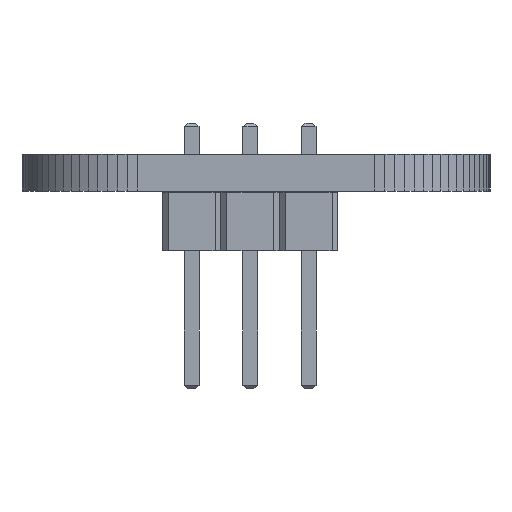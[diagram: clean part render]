
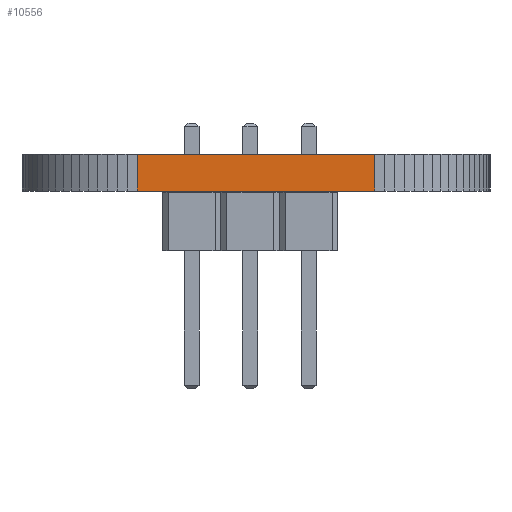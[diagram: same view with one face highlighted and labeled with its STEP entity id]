
A CAD part, left-side view. The second image highlights one B-rep face of the part: STEP entity #10556.
In plain terms, the highlighted planar face has unit normal (-1, 0, 0).
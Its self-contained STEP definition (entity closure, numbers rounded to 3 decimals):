
#4942 = PLANE('',#4943);
#4943 = AXIS2_PLACEMENT_3D('',#4944,#4945,#4946);
#4944 = CARTESIAN_POINT('',(0.,0.,1.6)
  );
#4945 = DIRECTION('',(-0.,-0.,-1.));
#4946 = DIRECTION('',(-1.,0.,0.));
#4996 = PLANE('',#4997);
#4997 = AXIS2_PLACEMENT_3D('',#4998,#4999,#5000);
#4998 = CARTESIAN_POINT('',(0.,0.,0.)
  );
#4999 = DIRECTION('',(-0.,-0.,-1.));
#5000 = DIRECTION('',(-1.,0.,0.));
#6617 = VERTEX_POINT('',#6618);
#6618 = CARTESIAN_POINT('',(-15.875,-5.16,0.));
#6632 = PLANE('',#6633);
#6633 = AXIS2_PLACEMENT_3D('',#6634,#6635,#6636);
#6634 = CARTESIAN_POINT('',(-15.856,-5.596,0.));
#6635 = DIRECTION('',(-0.999,-0.044,0.));
#6636 = DIRECTION('',(-0.044,0.999,0.));
#6644 = EDGE_CURVE('',#6617,#6645,#6647,.T.);
#6645 = VERTEX_POINT('',#6646);
#6646 = CARTESIAN_POINT('',(-15.875,5.16,0.));
#6647 = SURFACE_CURVE('',#6648,(#6652,#6659),.PCURVE_S1.);
#6648 = LINE('',#6649,#6650);
#6649 = CARTESIAN_POINT('',(-15.875,-5.16,0.));
#6650 = VECTOR('',#6651,1.);
#6651 = DIRECTION('',(0.,1.,0.));
#6652 = PCURVE('',#4996,#6653);
#6653 = DEFINITIONAL_REPRESENTATION('',(#6654),#6658);
#6654 = LINE('',#6655,#6656);
#6655 = CARTESIAN_POINT('',(15.875,-5.16));
#6656 = VECTOR('',#6657,1.);
#6657 = DIRECTION('',(0.,1.));
#6658 = ( GEOMETRIC_REPRESENTATION_CONTEXT(2) 
PARAMETRIC_REPRESENTATION_CONTEXT() REPRESENTATION_CONTEXT('2D SPACE',''
  ) );
#6659 = PCURVE('',#6660,#6665);
#6660 = PLANE('',#6661);
#6661 = AXIS2_PLACEMENT_3D('',#6662,#6663,#6664);
#6662 = CARTESIAN_POINT('',(-15.875,-5.16,0.));
#6663 = DIRECTION('',(-1.,0.,0.));
#6664 = DIRECTION('',(0.,1.,0.));
#6665 = DEFINITIONAL_REPRESENTATION('',(#6666),#6670);
#6666 = LINE('',#6667,#6668);
#6667 = CARTESIAN_POINT('',(0.,0.));
#6668 = VECTOR('',#6669,1.);
#6669 = DIRECTION('',(1.,0.));
#6670 = ( GEOMETRIC_REPRESENTATION_CONTEXT(2) 
PARAMETRIC_REPRESENTATION_CONTEXT() REPRESENTATION_CONTEXT('2D SPACE',''
  ) );
#6688 = PLANE('',#6689);
#6689 = AXIS2_PLACEMENT_3D('',#6690,#6691,#6692);
#6690 = CARTESIAN_POINT('',(-15.875,5.16,0.));
#6691 = DIRECTION('',(-0.999,0.044,0.));
#6692 = DIRECTION('',(0.044,0.999,0.));
#8750 = VERTEX_POINT('',#8751);
#8751 = CARTESIAN_POINT('',(-15.875,-5.16,1.6));
#8772 = EDGE_CURVE('',#8750,#8773,#8775,.T.);
#8773 = VERTEX_POINT('',#8774);
#8774 = CARTESIAN_POINT('',(-15.875,5.16,1.6));
#8775 = SURFACE_CURVE('',#8776,(#8780,#8787),.PCURVE_S1.);
#8776 = LINE('',#8777,#8778);
#8777 = CARTESIAN_POINT('',(-15.875,-5.16,1.6));
#8778 = VECTOR('',#8779,1.);
#8779 = DIRECTION('',(0.,1.,0.));
#8780 = PCURVE('',#4942,#8781);
#8781 = DEFINITIONAL_REPRESENTATION('',(#8782),#8786);
#8782 = LINE('',#8783,#8784);
#8783 = CARTESIAN_POINT('',(15.875,-5.16));
#8784 = VECTOR('',#8785,1.);
#8785 = DIRECTION('',(0.,1.));
#8786 = ( GEOMETRIC_REPRESENTATION_CONTEXT(2) 
PARAMETRIC_REPRESENTATION_CONTEXT() REPRESENTATION_CONTEXT('2D SPACE',''
  ) );
#8787 = PCURVE('',#6660,#8788);
#8788 = DEFINITIONAL_REPRESENTATION('',(#8789),#8793);
#8789 = LINE('',#8790,#8791);
#8790 = CARTESIAN_POINT('',(0.,-1.6));
#8791 = VECTOR('',#8792,1.);
#8792 = DIRECTION('',(1.,0.));
#8793 = ( GEOMETRIC_REPRESENTATION_CONTEXT(2) 
PARAMETRIC_REPRESENTATION_CONTEXT() REPRESENTATION_CONTEXT('2D SPACE',''
  ) );
#10506 = EDGE_CURVE('',#6645,#8773,#10507,.T.);
#10507 = SURFACE_CURVE('',#10508,(#10512,#10519),.PCURVE_S1.);
#10508 = LINE('',#10509,#10510);
#10509 = CARTESIAN_POINT('',(-15.875,5.16,0.));
#10510 = VECTOR('',#10511,1.);
#10511 = DIRECTION('',(0.,0.,1.));
#10512 = PCURVE('',#6688,#10513);
#10513 = DEFINITIONAL_REPRESENTATION('',(#10514),#10518);
#10514 = LINE('',#10515,#10516);
#10515 = CARTESIAN_POINT('',(0.,0.));
#10516 = VECTOR('',#10517,1.);
#10517 = DIRECTION('',(0.,-1.));
#10518 = ( GEOMETRIC_REPRESENTATION_CONTEXT(2) 
PARAMETRIC_REPRESENTATION_CONTEXT() REPRESENTATION_CONTEXT('2D SPACE',''
  ) );
#10519 = PCURVE('',#6660,#10520);
#10520 = DEFINITIONAL_REPRESENTATION('',(#10521),#10525);
#10521 = LINE('',#10522,#10523);
#10522 = CARTESIAN_POINT('',(10.32,0.));
#10523 = VECTOR('',#10524,1.);
#10524 = DIRECTION('',(0.,-1.));
#10525 = ( GEOMETRIC_REPRESENTATION_CONTEXT(2) 
PARAMETRIC_REPRESENTATION_CONTEXT() REPRESENTATION_CONTEXT('2D SPACE',''
  ) );
#10556 = ADVANCED_FACE('',(#10557),#6660,.T.);
#10557 = FACE_BOUND('',#10558,.T.);
#10558 = EDGE_LOOP('',(#10559,#10580,#10581,#10582));
#10559 = ORIENTED_EDGE('',*,*,#10560,.T.);
#10560 = EDGE_CURVE('',#6617,#8750,#10561,.T.);
#10561 = SURFACE_CURVE('',#10562,(#10566,#10573),.PCURVE_S1.);
#10562 = LINE('',#10563,#10564);
#10563 = CARTESIAN_POINT('',(-15.875,-5.16,0.));
#10564 = VECTOR('',#10565,1.);
#10565 = DIRECTION('',(0.,0.,1.));
#10566 = PCURVE('',#6660,#10567);
#10567 = DEFINITIONAL_REPRESENTATION('',(#10568),#10572);
#10568 = LINE('',#10569,#10570);
#10569 = CARTESIAN_POINT('',(0.,0.));
#10570 = VECTOR('',#10571,1.);
#10571 = DIRECTION('',(0.,-1.));
#10572 = ( GEOMETRIC_REPRESENTATION_CONTEXT(2) 
PARAMETRIC_REPRESENTATION_CONTEXT() REPRESENTATION_CONTEXT('2D SPACE',''
  ) );
#10573 = PCURVE('',#6632,#10574);
#10574 = DEFINITIONAL_REPRESENTATION('',(#10575),#10579);
#10575 = LINE('',#10576,#10577);
#10576 = CARTESIAN_POINT('',(0.436,0.));
#10577 = VECTOR('',#10578,1.);
#10578 = DIRECTION('',(0.,-1.));
#10579 = ( GEOMETRIC_REPRESENTATION_CONTEXT(2) 
PARAMETRIC_REPRESENTATION_CONTEXT() REPRESENTATION_CONTEXT('2D SPACE',''
  ) );
#10580 = ORIENTED_EDGE('',*,*,#8772,.T.);
#10581 = ORIENTED_EDGE('',*,*,#10506,.F.);
#10582 = ORIENTED_EDGE('',*,*,#6644,.F.);
